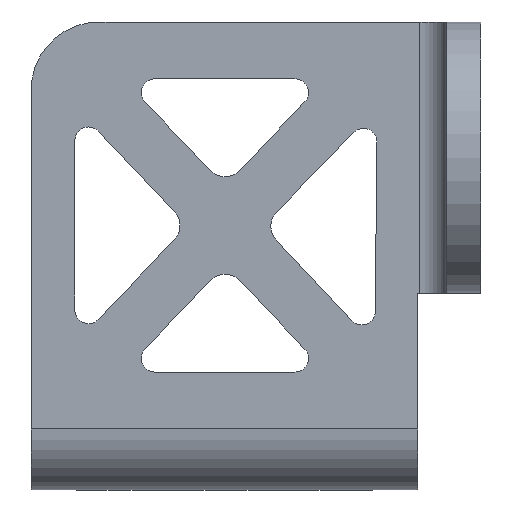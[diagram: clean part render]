
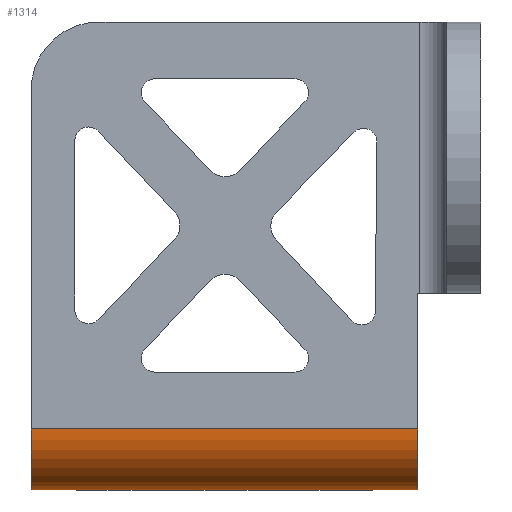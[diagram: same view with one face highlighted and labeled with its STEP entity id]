
A CAD part, left-side view. The second image highlights one B-rep face of the part: STEP entity #1314.
In plain terms, the highlighted cylindrical face has radius 9 mm (diameter 18 mm), a partial arc.
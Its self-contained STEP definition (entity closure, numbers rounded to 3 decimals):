
#59 = AXIS2_PLACEMENT_3D ( 'NONE', #1884, #1026, #435 ) ;
#102 = CARTESIAN_POINT ( 'NONE',  ( 49., 37.8, -49. ) ) ;
#112 = EDGE_CURVE ( 'NONE', #1994, #1814, #520, .T. ) ;
#139 = CIRCLE ( 'NONE', #1357, 9. ) ;
#188 = DIRECTION ( 'NONE',  ( 0., -1., 0. ) ) ;
#194 = EDGE_CURVE ( 'NONE', #2427, #1355, #1781, .T. ) ;
#201 = DIRECTION ( 'NONE',  ( 0., -1., 0. ) ) ;
#231 = CARTESIAN_POINT ( 'NONE',  ( 40., 66.3, -40. ) ) ;
#365 = FACE_OUTER_BOUND ( 'NONE', #865, .T. ) ;
#435 = DIRECTION ( 'NONE',  ( 0., 0., 1. ) ) ;
#520 = LINE ( 'NONE', #102, #2461 ) ;
#539 = ORIENTED_EDGE ( 'NONE', *, *, #2466, .F. ) ;
#731 = DIRECTION ( 'NONE',  ( 0., 1., 0. ) ) ;
#748 = CYLINDRICAL_SURFACE ( 'NONE', #1195, 9. ) ;
#865 = EDGE_LOOP ( 'NONE', ( #2565, #2344, #539, #1311 ) ) ;
#1026 = DIRECTION ( 'NONE',  ( 0., 1., 0. ) ) ;
#1174 = DIRECTION ( 'NONE',  ( 0., 0., -1. ) ) ;
#1195 = AXIS2_PLACEMENT_3D ( 'NONE', #1323, #1535, #1334 ) ;
#1311 = ORIENTED_EDGE ( 'NONE', *, *, #112, .F. ) ;
#1314 = ADVANCED_FACE ( 'NONE', ( #365 ), #748, .T. ) ;
#1323 = CARTESIAN_POINT ( 'NONE',  ( 49., 37.8, -40. ) ) ;
#1334 = DIRECTION ( 'NONE',  ( 0., 0., 1. ) ) ;
#1355 = VERTEX_POINT ( 'NONE', #2137 ) ;
#1357 = AXIS2_PLACEMENT_3D ( 'NONE', #2231, #188, #1174 ) ;
#1535 = DIRECTION ( 'NONE',  ( 0., 1., 0. ) ) ;
#1627 = CARTESIAN_POINT ( 'NONE',  ( 40., 0., -40. ) ) ;
#1655 = VECTOR ( 'NONE', #201, 1000. ) ;
#1781 = LINE ( 'NONE', #1627, #1655 ) ;
#1814 = VERTEX_POINT ( 'NONE', #2156 ) ;
#1835 = CARTESIAN_POINT ( 'NONE',  ( 49., 9.3, -49. ) ) ;
#1884 = CARTESIAN_POINT ( 'NONE',  ( 49., 66.3, -40. ) ) ;
#1919 = EDGE_CURVE ( 'NONE', #1355, #1994, #139, .T. ) ;
#1994 = VERTEX_POINT ( 'NONE', #1835 ) ;
#2137 = CARTESIAN_POINT ( 'NONE',  ( 40., 9.3, -40. ) ) ;
#2156 = CARTESIAN_POINT ( 'NONE',  ( 49., 66.3, -49. ) ) ;
#2231 = CARTESIAN_POINT ( 'NONE',  ( 49., 9.3, -40. ) ) ;
#2296 = CIRCLE ( 'NONE', #59, 9. ) ;
#2344 = ORIENTED_EDGE ( 'NONE', *, *, #194, .F. ) ;
#2427 = VERTEX_POINT ( 'NONE', #231 ) ;
#2461 = VECTOR ( 'NONE', #731, 1000. ) ;
#2466 = EDGE_CURVE ( 'NONE', #1814, #2427, #2296, .T. ) ;
#2565 = ORIENTED_EDGE ( 'NONE', *, *, #1919, .F. ) ;
